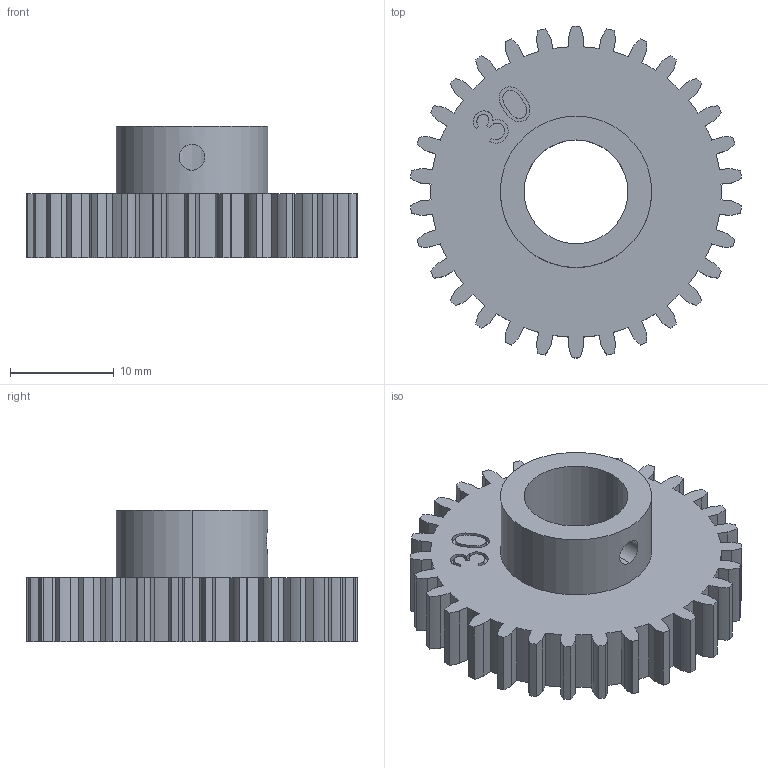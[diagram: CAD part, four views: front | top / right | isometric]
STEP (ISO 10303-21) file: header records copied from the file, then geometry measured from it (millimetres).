
FILE_DESCRIPTION (( 'STEP AP203' ), '1' );
FILE_NAME ('30 THEETH 32MM GEAR.STEP', '2021-01-06T05:50:19', ( '' ), ( '' ), 'SwSTEP 2.0', 'SolidWorks 2020', '' );
FILE_SCHEMA (( 'CONFIG_CONTROL_DESIGN' ));
Length unit declared in the file: millimetre
Products named in the file (1): 30 THEETH 32MM GEAR
Bounding box: 31.89 x 32 x 12.7 mm (x, y, z)
Volume: 4357.7 mm3; surface area: 3133.1 mm2
Topology: 1 solids, 1 shells, 221 faces, 645 edges, 430 vertices
Faces by surface type: cylinder 129, plane 69, bspline 23
Entity records: 8960 total; most frequent: CARTESIAN_POINT 2928, ORIENTED_EDGE 1290, DIRECTION 1247, EDGE_CURVE 645, AXIS2_PLACEMENT_3D 453, VERTEX_POINT 430, LINE 341, VECTOR 341
